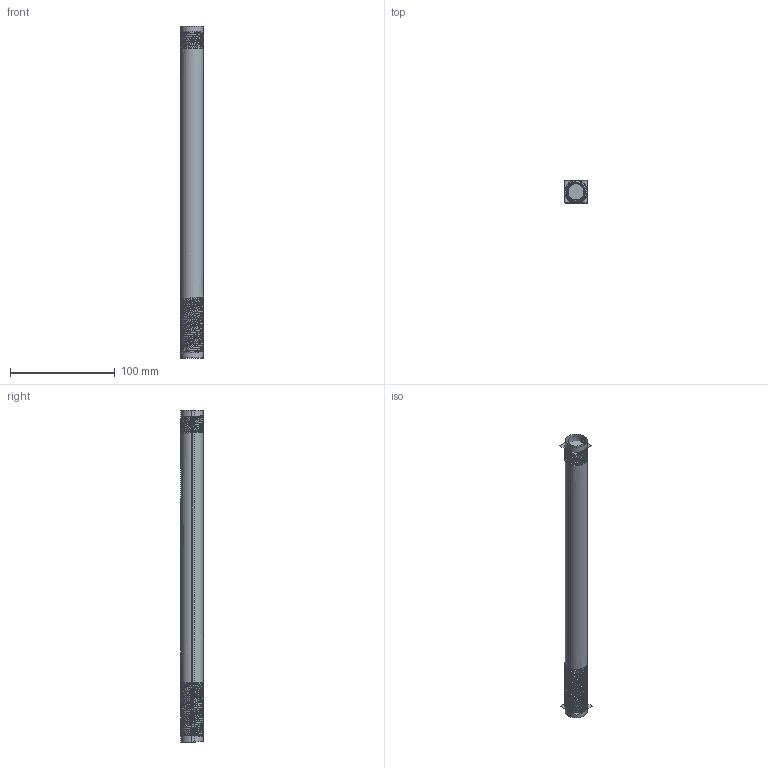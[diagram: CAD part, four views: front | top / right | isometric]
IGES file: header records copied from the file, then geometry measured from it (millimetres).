
Start section:  PTC IGES file: 207756.igs
Global section: file name: 207756.igs; native system: Creo Parametric by PTC Inc.; preprocessor: 2016260; author: pdmadmin; organization: Unknown; date: 20180911.143335; units: millimetre
Bounding box: 22.18 x 22.12 x 316.99 mm (x, y, z)
Volume: 48492.5 mm3; surface area: 990084 mm2
Topology: 1 solids, 1 shells, 210 faces, 1170 edges, 1521 vertices
Faces by surface type: revolution 158, bspline 52
